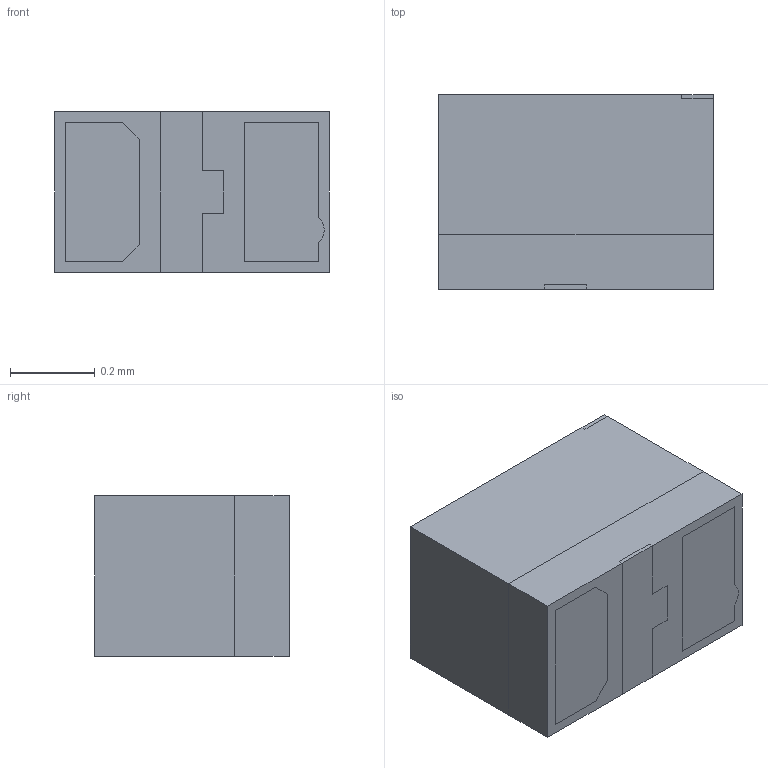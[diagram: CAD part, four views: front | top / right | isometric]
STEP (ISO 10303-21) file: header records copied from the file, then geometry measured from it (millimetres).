
FILE_DESCRIPTION (( 'STEP AP214' ), '1' );
FILE_NAME ('SML-LX0201UPGC-TR.SLDPRT.STEP', '2020-12-25T20:10:53', ( '' ), ( '' ), 'SwSTEP 2.0', 'SolidWorks 2017', '' );
FILE_SCHEMA (( 'AUTOMOTIVE_DESIGN' ));
Length unit declared in the file: millimetre
Products named in the file (1): SML-LX0201UPGC-TR.SLDPRT
Bounding box: 0.65 x 0.46 x 0.38 mm (x, y, z)
Volume: 0.1 mm3; surface area: 2.4 mm2
Topology: 6 solids, 6 shells, 68 faces, 162 edges, 108 vertices
Faces by surface type: plane 66, cylinder 2
Entity records: 2009 total; most frequent: CARTESIAN_POINT 339, ORIENTED_EDGE 324, DIRECTION 304, EDGE_CURVE 162, LINE 158, VECTOR 158, VERTEX_POINT 108, AXIS2_PLACEMENT_3D 73
